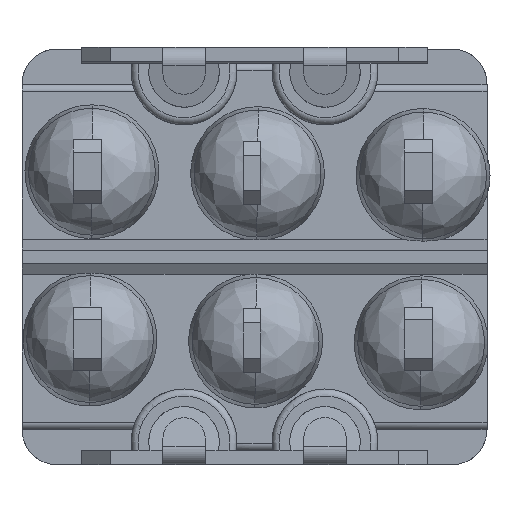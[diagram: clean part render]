
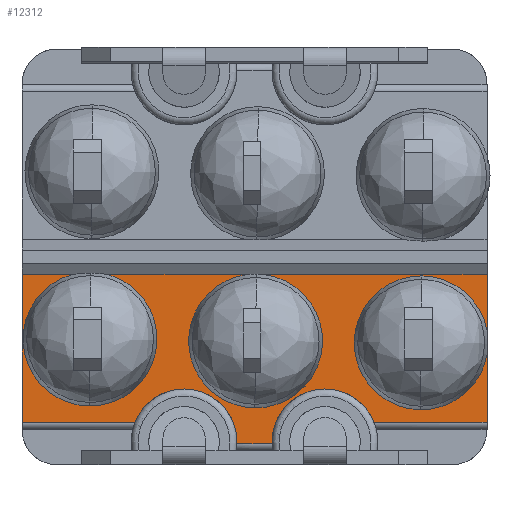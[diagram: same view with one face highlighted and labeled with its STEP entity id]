
A CAD part, front view. The second image highlights one B-rep face of the part: STEP entity #12312.
In plain terms, the highlighted planar face has unit normal (0, -1, 0).
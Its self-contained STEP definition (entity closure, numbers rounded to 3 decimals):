
#1210=DIRECTION('',(0.,0.,-1.));
#1211=VECTOR('',#1210,4.2);
#1212=CARTESIAN_POINT('',(-6.6,0.35,-0.5));
#1213=LINE('',#1212,#1211);
#1407=DIRECTION('',(0.,0.,1.));
#1408=VECTOR('',#1407,1.922);
#1409=CARTESIAN_POINT('',(6.6,0.35,-4.7));
#1410=LINE('',#1409,#1408);
#1415=DIRECTION('',(0.,0.,1.));
#1416=VECTOR('',#1415,1.6);
#1417=CARTESIAN_POINT('',(6.6,0.35,-2.1));
#1418=LINE('',#1417,#1416);
#1590=CARTESIAN_POINT('',(4.73,0.35,-2.439));
#1591=DIRECTION('',(0.,1.,0.));
#1592=DIRECTION('',(-0.011,0.,-1.));
#1593=AXIS2_PLACEMENT_3D('',#1590,#1591,#1592);
#1595=CARTESIAN_POINT('',(4.73,0.35,-2.439));
#1596=DIRECTION('',(0.,1.,0.));
#1597=DIRECTION('',(0.984,0.,-0.178));
#1598=AXIS2_PLACEMENT_3D('',#1595,#1596,#1597);
#1600=DIRECTION('',(1.,0.,0.));
#1601=VECTOR('',#1600,3.204);
#1602=CARTESIAN_POINT('',(3.396,0.35,-4.7));
#1603=LINE('',#1602,#1601);
#1604=CARTESIAN_POINT('',(2.,0.35,-5.25));
#1605=DIRECTION('',(0.,1.,0.));
#1606=DIRECTION('',(-0.999,0.,-0.033));
#1607=AXIS2_PLACEMENT_3D('',#1604,#1605,#1606);
#1609=DIRECTION('',(-1.,0.,0.));
#1610=VECTOR('',#1609,1.002);
#1611=CARTESIAN_POINT('',(0.501,0.35,-5.3));
#1612=LINE('',#1611,#1610);
#1613=CARTESIAN_POINT('',(-2.,0.35,-5.25));
#1614=DIRECTION('',(0.,1.,0.));
#1615=DIRECTION('',(-0.93,0.,0.367));
#1616=AXIS2_PLACEMENT_3D('',#1613,#1614,#1615);
#1618=DIRECTION('',(1.,0.,0.));
#1619=VECTOR('',#1618,3.204);
#1620=CARTESIAN_POINT('',(-6.6,0.35,-4.7));
#1621=LINE('',#1620,#1619);
#1622=DIRECTION('',(1.,0.,0.));
#1623=VECTOR('',#1622,1.43);
#1624=CARTESIAN_POINT('',(-6.6,0.35,-0.5));
#1625=LINE('',#1624,#1623);
#1626=CARTESIAN_POINT('',(-4.669,0.35,-2.333));
#1627=DIRECTION('',(0.,1.,0.));
#1628=DIRECTION('',(-0.011,0.,-1.));
#1629=AXIS2_PLACEMENT_3D('',#1626,#1627,#1628);
#1631=CARTESIAN_POINT('',(-4.669,0.35,-2.333));
#1632=DIRECTION('',(0.,1.,0.));
#1633=DIRECTION('',(0.264,0.,0.965));
#1634=AXIS2_PLACEMENT_3D('',#1631,#1632,#1633);
#1636=DIRECTION('',(1.,0.,0.));
#1637=VECTOR('',#1636,3.968);
#1638=CARTESIAN_POINT('',(-4.168,0.35,-0.5));
#1639=LINE('',#1638,#1637);
#1640=CARTESIAN_POINT('',(0.031,0.35,-2.386));
#1641=DIRECTION('',(0.,1.,0.));
#1642=DIRECTION('',(-0.011,0.,-1.));
#1643=AXIS2_PLACEMENT_3D('',#1640,#1641,#1642);
#1645=CARTESIAN_POINT('',(0.031,0.35,-2.386));
#1646=DIRECTION('',(0.,1.,0.));
#1647=DIRECTION('',(0.121,0.,0.993));
#1648=AXIS2_PLACEMENT_3D('',#1645,#1646,#1647);
#1650=DIRECTION('',(1.,0.,0.));
#1651=VECTOR('',#1650,6.339);
#1652=CARTESIAN_POINT('',(0.261,0.35,-0.5));
#1653=LINE('',#1652,#1651);
#1654=CARTESIAN_POINT('',(4.73,0.35,-2.439));
#1655=DIRECTION('',(0.,1.,0.));
#1656=DIRECTION('',(0.011,0.,1.));
#1657=AXIS2_PLACEMENT_3D('',#1654,#1655,#1656);
#8525=CARTESIAN_POINT('',(-6.6,0.35,-0.5));
#8526=VERTEX_POINT('',#8525);
#8529=CARTESIAN_POINT('',(6.6,0.35,-0.5));
#8530=VERTEX_POINT('',#8529);
#8799=CARTESIAN_POINT('',(6.6,0.35,-4.7));
#8801=VERTEX_POINT('',#8799);
#8805=CARTESIAN_POINT('',(3.396,0.35,-4.7));
#8806=VERTEX_POINT('',#8805);
#8811=CARTESIAN_POINT('',(-6.6,0.35,-4.7));
#8812=VERTEX_POINT('',#8811);
#8813=CARTESIAN_POINT('',(-3.396,0.35,-4.7));
#8814=VERTEX_POINT('',#8813);
#8823=CARTESIAN_POINT('',(0.501,0.35,-5.3));
#8824=CARTESIAN_POINT('',(-0.501,0.35,-5.3));
#8825=VERTEX_POINT('',#8823);
#8826=VERTEX_POINT('',#8824);
#9605=CARTESIAN_POINT('',(-4.69,0.35,-4.233));
#9606=CARTESIAN_POINT('',(-5.17,0.35,-0.5));
#9607=VERTEX_POINT('',#9605);
#9608=VERTEX_POINT('',#9606);
#9609=CARTESIAN_POINT('',(-4.168,0.35,-0.5));
#9610=VERTEX_POINT('',#9609);
#9644=CARTESIAN_POINT('',(0.009,0.35,-4.286));
#9645=CARTESIAN_POINT('',(-0.2,0.35,-0.5));
#9646=VERTEX_POINT('',#9644);
#9647=VERTEX_POINT('',#9645);
#9648=CARTESIAN_POINT('',(0.261,0.35,-0.5));
#9649=VERTEX_POINT('',#9648);
#9669=CARTESIAN_POINT('',(6.6,0.35,-2.1));
#9670=CARTESIAN_POINT('',(6.6,0.35,-2.778));
#9671=VERTEX_POINT('',#9669);
#9672=VERTEX_POINT('',#9670);
#9673=CARTESIAN_POINT('',(4.709,0.35,-4.339));
#9674=CARTESIAN_POINT('',(4.752,0.35,-0.539));
#9675=VERTEX_POINT('',#9673);
#9676=VERTEX_POINT('',#9674);
#12275=CARTESIAN_POINT('',(0.,0.35,-2.5));
#12276=DIRECTION('',(0.,-1.,0.));
#12277=DIRECTION('',(0.,0.,-1.));
#12278=AXIS2_PLACEMENT_3D('',#12275,#12276,#12277);
#12279=PLANE('',#12278);
#12281=ORIENTED_EDGE('',*,*,#12280,.F.);
#12283=ORIENTED_EDGE('',*,*,#12282,.F.);
#12284=ORIENTED_EDGE('',*,*,#12104,.F.);
#12285=ORIENTED_EDGE('',*,*,#12237,.F.);
#12286=ORIENTED_EDGE('',*,*,#12250,.F.);
#12287=ORIENTED_EDGE('',*,*,#12266,.T.);
#12289=ORIENTED_EDGE('',*,*,#12288,.F.);
#12291=ORIENTED_EDGE('',*,*,#12290,.F.);
#12292=ORIENTED_EDGE('',*,*,#11909,.F.);
#12294=ORIENTED_EDGE('',*,*,#12293,.T.);
#12296=ORIENTED_EDGE('',*,*,#12295,.F.);
#12298=ORIENTED_EDGE('',*,*,#12297,.F.);
#12300=ORIENTED_EDGE('',*,*,#12299,.T.);
#12302=ORIENTED_EDGE('',*,*,#12301,.F.);
#12304=ORIENTED_EDGE('',*,*,#12303,.F.);
#12306=ORIENTED_EDGE('',*,*,#12305,.T.);
#12307=ORIENTED_EDGE('',*,*,#12108,.F.);
#12309=ORIENTED_EDGE('',*,*,#12308,.F.);
#12310=EDGE_LOOP('',(#12281,#12283,#12284,#12285,#12286,#12287,#12289,#12291,
#12292,#12294,#12296,#12298,#12300,#12302,#12304,#12306,#12307,#12309));
#12311=FACE_OUTER_BOUND('',#12310,.F.);
#12312=ADVANCED_FACE('',(#12311),#12279,.T.);
#1594=CIRCLE('',#1593,1.9);
#1599=CIRCLE('',#1598,1.9);
#1608=CIRCLE('',#1607,1.5);
#1617=CIRCLE('',#1616,1.5);
#1630=CIRCLE('',#1629,1.9);
#1635=CIRCLE('',#1634,1.9);
#1644=CIRCLE('',#1643,1.9);
#1649=CIRCLE('',#1648,1.9);
#1658=CIRCLE('',#1657,1.9);
#11909=EDGE_CURVE('',#8526,#8812,#1213,.T.);
#12104=EDGE_CURVE('',#8801,#9672,#1410,.T.);
#12108=EDGE_CURVE('',#9671,#8530,#1418,.T.);
#12237=EDGE_CURVE('',#8806,#8801,#1603,.T.);
#12250=EDGE_CURVE('',#8825,#8806,#1608,.T.);
#12266=EDGE_CURVE('',#8825,#8826,#1612,.T.);
#12280=EDGE_CURVE('',#9675,#9676,#1594,.T.);
#12282=EDGE_CURVE('',#9672,#9675,#1599,.T.);
#12288=EDGE_CURVE('',#8814,#8826,#1617,.T.);
#12290=EDGE_CURVE('',#8812,#8814,#1621,.T.);
#12293=EDGE_CURVE('',#8526,#9608,#1625,.T.);
#12295=EDGE_CURVE('',#9607,#9608,#1630,.T.);
#12297=EDGE_CURVE('',#9610,#9607,#1635,.T.);
#12299=EDGE_CURVE('',#9610,#9647,#1639,.T.);
#12301=EDGE_CURVE('',#9646,#9647,#1644,.T.);
#12303=EDGE_CURVE('',#9649,#9646,#1649,.T.);
#12305=EDGE_CURVE('',#9649,#8530,#1653,.T.);
#12308=EDGE_CURVE('',#9676,#9671,#1658,.T.);
